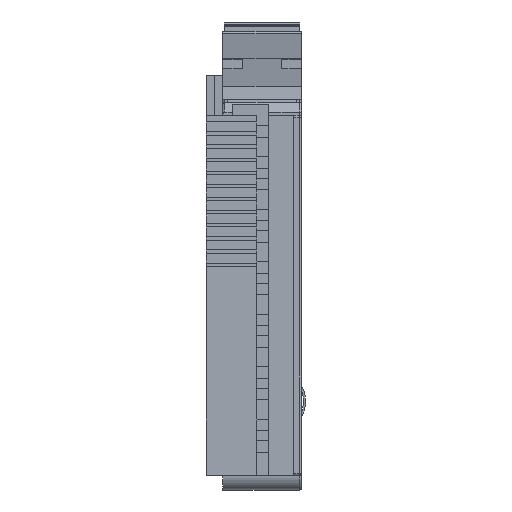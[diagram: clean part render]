
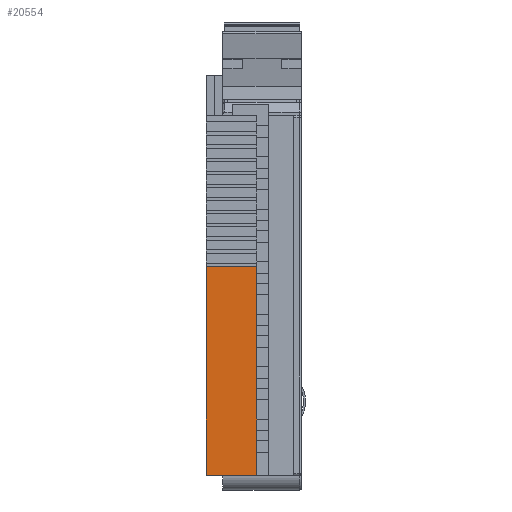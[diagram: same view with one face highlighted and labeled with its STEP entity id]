
A CAD part, front view. The second image highlights one B-rep face of the part: STEP entity #20554.
In plain terms, the highlighted planar face has unit normal (0, -1, 0).
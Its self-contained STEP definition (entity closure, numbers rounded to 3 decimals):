
#2443 = CARTESIAN_POINT ( 'NONE',  ( -0.8, -52.822, -0.766 ) ) ;
#3015 = ORIENTED_EDGE ( 'NONE', *, *, #4766, .F. ) ;
#3634 = VECTOR ( 'NONE', #32379, 1000. ) ;
#4123 = VERTEX_POINT ( 'NONE', #15050 ) ;
#4766 = EDGE_CURVE ( 'NONE', #26285, #4123, #32972, .T. ) ;
#4778 = CARTESIAN_POINT ( 'NONE',  ( -0.8, -52.822, -0.766 ) ) ;
#5781 = FACE_OUTER_BOUND ( 'NONE', #13037, .T. ) ;
#6523 = CARTESIAN_POINT ( 'NONE',  ( 6., -52.822, 22.234 ) ) ;
#7921 = ORIENTED_EDGE ( 'NONE', *, *, #23986, .T. ) ;
#9017 = CARTESIAN_POINT ( 'NONE',  ( -0.8, -52.822, -34.817 ) ) ;
#9691 = VECTOR ( 'NONE', #31888, 1000. ) ;
#9977 = AXIS2_PLACEMENT_3D ( 'NONE', #6523, #17648, #43197 ) ;
#12520 = DIRECTION ( 'NONE',  ( 0., 0., 1. ) ) ;
#13037 = EDGE_LOOP ( 'NONE', ( #7921, #43282, #3015, #39885 ) ) ;
#15050 = CARTESIAN_POINT ( 'NONE',  ( -8.5, -52.822, -0.766 ) ) ;
#17611 = CARTESIAN_POINT ( 'NONE',  ( -8.5, -52.822, -36.239 ) ) ;
#17648 = DIRECTION ( 'NONE',  ( 0., 1., 0. ) ) ;
#17798 = EDGE_CURVE ( 'NONE', #45915, #26285, #23744, .T. ) ;
#18291 = LINE ( 'NONE', #9017, #37775 ) ;
#19802 = VECTOR ( 'NONE', #34133, 1000. ) ;
#20554 = ADVANCED_FACE ( 'NONE', ( #5781 ), #39546, .F. ) ;
#23744 = LINE ( 'NONE', #30317, #19802 ) ;
#23986 = EDGE_CURVE ( 'NONE', #45915, #39390, #18291, .T. ) ;
#26285 = VERTEX_POINT ( 'NONE', #32867 ) ;
#29268 = LINE ( 'NONE', #2443, #9691 ) ;
#30317 = CARTESIAN_POINT ( 'NONE',  ( 6., -52.822, -32.566 ) ) ;
#31888 = DIRECTION ( 'NONE',  ( -1., 0., 0. ) ) ;
#32379 = DIRECTION ( 'NONE',  ( 0., 0., 1. ) ) ;
#32867 = CARTESIAN_POINT ( 'NONE',  ( -8.5, -52.822, -32.566 ) ) ;
#32972 = LINE ( 'NONE', #17611, #3634 ) ;
#34133 = DIRECTION ( 'NONE',  ( -1., 0., 0. ) ) ;
#36993 = EDGE_CURVE ( 'NONE', #39390, #4123, #29268, .T. ) ;
#37775 = VECTOR ( 'NONE', #12520, 1000. ) ;
#39390 = VERTEX_POINT ( 'NONE', #4778 ) ;
#39546 = PLANE ( 'NONE',  #9977 ) ;
#39885 = ORIENTED_EDGE ( 'NONE', *, *, #17798, .F. ) ;
#43197 = DIRECTION ( 'NONE',  ( 0., 0., 1. ) ) ;
#43282 = ORIENTED_EDGE ( 'NONE', *, *, #36993, .T. ) ;
#45915 = VERTEX_POINT ( 'NONE', #46654 ) ;
#46654 = CARTESIAN_POINT ( 'NONE',  ( -0.8, -52.822, -32.566 ) ) ;
